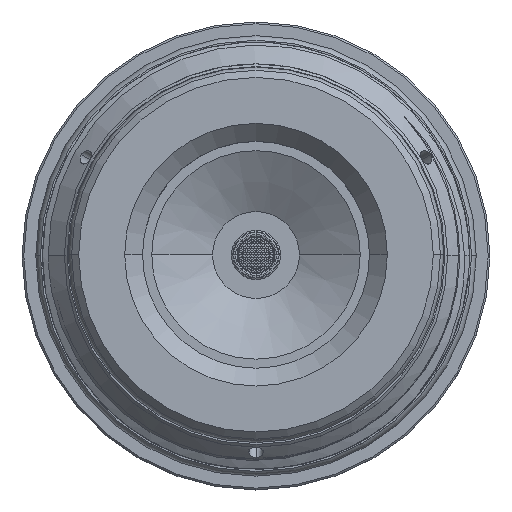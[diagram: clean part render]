
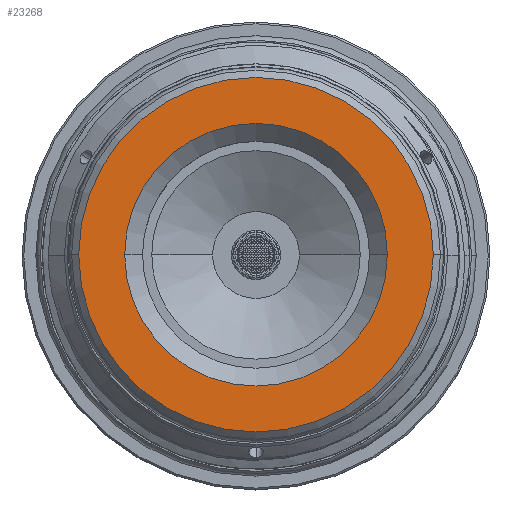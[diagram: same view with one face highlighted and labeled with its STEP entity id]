
A CAD part, top view. The second image highlights one B-rep face of the part: STEP entity #23268.
In plain terms, the highlighted planar face has unit normal (0, 0, 1).
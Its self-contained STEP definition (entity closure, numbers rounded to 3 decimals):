
#2838 = EDGE_CURVE ( 'NONE', #15145, #15235, #6786, .T. ) ;
#2854 = EDGE_CURVE ( 'NONE', #15047, #15021, #6800, .T. ) ;
#3018 = AXIS2_PLACEMENT_3D ( 'NONE', #16197, #16196, #16195 ) ;
#3030 = AXIS2_PLACEMENT_3D ( 'NONE', #16135, #16134, #16133 ) ;
#3157 = AXIS2_PLACEMENT_3D ( 'NONE', #13100, #13103, #13105 ) ;
#3200 = AXIS2_PLACEMENT_3D ( 'NONE', #14862, #14865, #14868 ) ;
#6786 = CIRCLE ( 'NONE', #3018, 19.84 ) ;
#6800 = CIRCLE ( 'NONE', #3030, 14.7 ) ;
#7362 = CIRCLE ( 'NONE', #3157, 14.7 ) ;
#7505 = CIRCLE ( 'NONE', #3200, 19.84 ) ;
#11556 = EDGE_CURVE ( 'NONE', #15021, #15047, #7362, .T. ) ;
#11767 = EDGE_CURVE ( 'NONE', #15235, #15145, #7505, .T. ) ;
#13100 = CARTESIAN_POINT ( 'NONE',  ( 0., 0., 52.45 ) ) ;
#13103 = DIRECTION ( 'NONE',  ( 0., 0., -1. ) ) ;
#13105 = DIRECTION ( 'NONE',  ( -1., 0., 0. ) ) ;
#14862 = CARTESIAN_POINT ( 'NONE',  ( 0., 0., 52.45 ) ) ;
#14865 = DIRECTION ( 'NONE',  ( 0., 0., -1. ) ) ;
#14868 = DIRECTION ( 'NONE',  ( -1., 0., 0. ) ) ;
#15021 = VERTEX_POINT ( 'NONE', #49118 ) ;
#15047 = VERTEX_POINT ( 'NONE', #49132 ) ;
#15145 = VERTEX_POINT ( 'NONE', #49184 ) ;
#15235 = VERTEX_POINT ( 'NONE', #49232 ) ;
#15825 = EDGE_LOOP ( 'NONE', ( #21227, #21228 ) ) ;
#15836 = EDGE_LOOP ( 'NONE', ( #21229, #21230 ) ) ;
#16133 = DIRECTION ( 'NONE',  ( -1., 0., 0. ) ) ;
#16134 = DIRECTION ( 'NONE',  ( 0., 0., -1. ) ) ;
#16135 = CARTESIAN_POINT ( 'NONE',  ( 0., 0., 52.45 ) ) ;
#16195 = DIRECTION ( 'NONE',  ( -1., 0., 0. ) ) ;
#16196 = DIRECTION ( 'NONE',  ( 0., 0., -1. ) ) ;
#16197 = CARTESIAN_POINT ( 'NONE',  ( 0., 0., 52.45 ) ) ;
#20726 = FACE_OUTER_BOUND ( 'NONE', #15836, .T. ) ;
#20733 = FACE_BOUND ( 'NONE', #15825, .T. ) ;
#21227 = ORIENTED_EDGE ( 'NONE', *, *, #11556, .T. ) ;
#21228 = ORIENTED_EDGE ( 'NONE', *, *, #2854, .T. ) ;
#21229 = ORIENTED_EDGE ( 'NONE', *, *, #11767, .F. ) ;
#21230 = ORIENTED_EDGE ( 'NONE', *, *, #2838, .F. ) ;
#23268 = ADVANCED_FACE ( 'NONE', ( #20733, #20726 ), #32940, .F. ) ;
#28243 = AXIS2_PLACEMENT_3D ( 'NONE', #32937, #32942, #32943 ) ;
#32937 = CARTESIAN_POINT ( 'NONE',  ( 0., 0., 52.45 ) ) ;
#32940 = PLANE ( 'NONE',  #28243 ) ;
#32942 = DIRECTION ( 'NONE',  ( 0., 0., -1. ) ) ;
#32943 = DIRECTION ( 'NONE',  ( -1., 0., 0. ) ) ;
#49118 = CARTESIAN_POINT ( 'NONE',  ( 14.7, 0., 52.45 ) ) ;
#49132 = CARTESIAN_POINT ( 'NONE',  ( -14.7, 0., 52.45 ) ) ;
#49184 = CARTESIAN_POINT ( 'NONE',  ( 19.84, 0., 52.45 ) ) ;
#49232 = CARTESIAN_POINT ( 'NONE',  ( -19.84, 0., 52.45 ) ) ;
